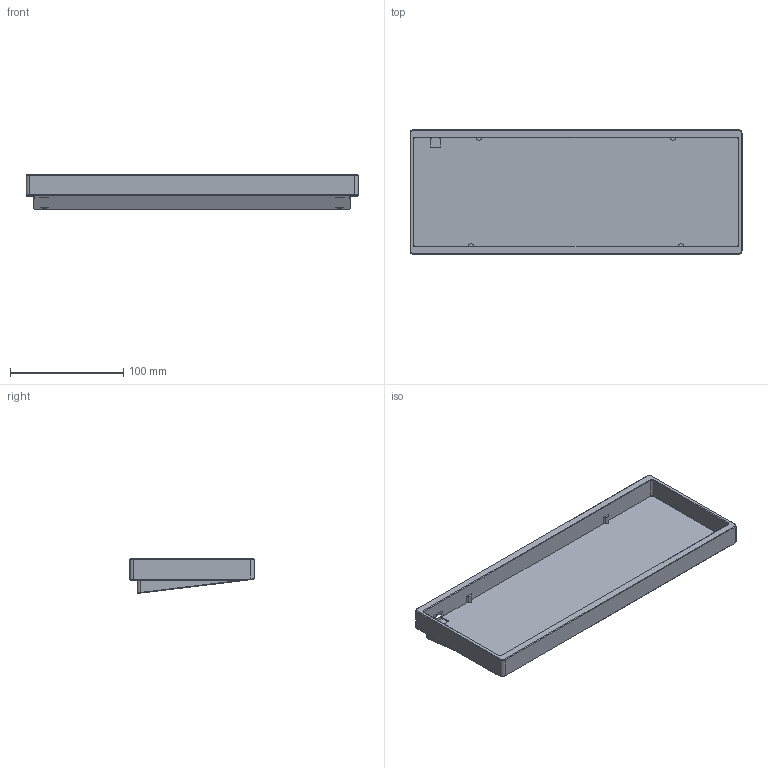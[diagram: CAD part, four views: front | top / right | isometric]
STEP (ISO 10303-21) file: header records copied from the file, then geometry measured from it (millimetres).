
FILE_DESCRIPTION(/* description */ (''),/* implementation_level */ '2;1');
FILE_NAME(/* name */ '60v2 Print No JST v8.step',/* time_stamp */ '2021-03-02T03:33:41-05:00',/* author */ (''),/* organization */ (''),/* preprocessor_version */ 'ST-DEVELOPER v18.1',/* originating_system */ 'Autodesk Translation Framework v9.7.1.1290',/* authorisation */ '');
FILE_SCHEMA (('AUTOMOTIVE_DESIGN { 1 0 10303 214 3 1 1 }'));
Length unit declared in the file: millimetre
Products named in the file (1): 60v2 Print No JST
Bounding box: 293.7 x 110.2 x 30.76 mm (x, y, z)
Volume: 284671.6 mm3; surface area: 97329.3 mm2
Topology: 1 solids, 1 shells, 116 faces, 289 edges, 180 vertices
Faces by surface type: plane 56, cylinder 38, cone 14, bspline 8
Full cylindrical faces by diameter (mm): 8 x4
Entity records: 3584 total; most frequent: CARTESIAN_POINT 778, ORIENTED_EDGE 578, DIRECTION 577, EDGE_CURVE 289, AXIS2_PLACEMENT_3D 195, LINE 187, VECTOR 187, VERTEX_POINT 180
